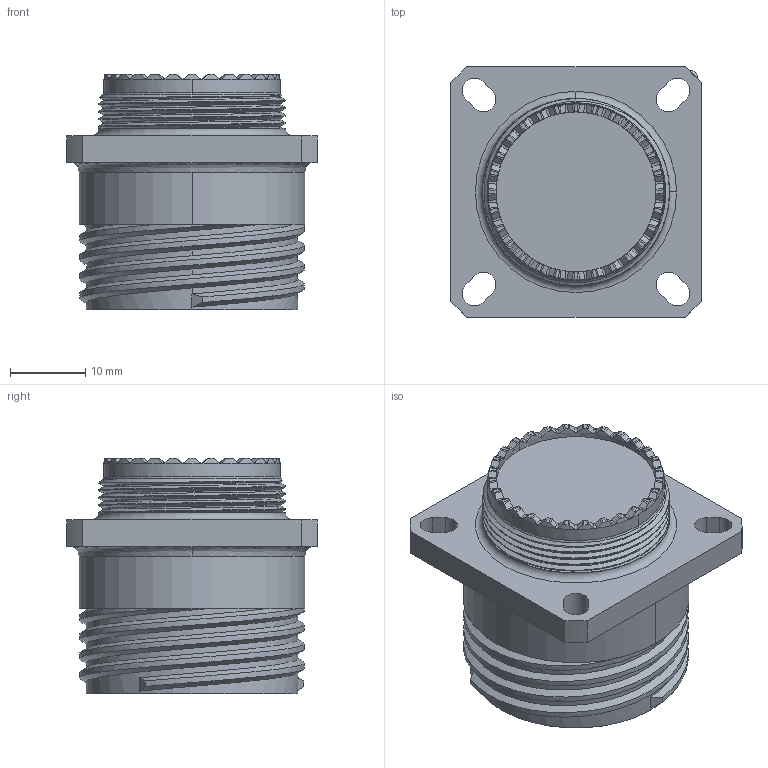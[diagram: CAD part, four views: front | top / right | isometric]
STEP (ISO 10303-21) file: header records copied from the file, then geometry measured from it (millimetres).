
FILE_DESCRIPTION((''),'2;1');
FILE_NAME('8D-20-17_SW0001','2012-02-22T',('sfremont'),('SOURIAU'),'PRO/ENGINEER BY PARAMETRIC TECHNOLOGY CORPORATION, 2010140','PRO/ENGINEER BY PARAMETRIC TECHNOLOGY CORPORATION, 2010140','');
FILE_SCHEMA(('CONFIG_CONTROL_DESIGN'));
Length unit declared in the file: millimetre
Products named in the file (1): 8D-20-17_SW0001
Bounding box: 33.25 x 33.25 x 31.32 mm (x, y, z)
Volume: 19901.4 mm3; surface area: 5724.9 mm2
Topology: 1 solids, 1 shells, 301 faces, 861 edges, 561 vertices
Faces by surface type: cylinder 127, plane 116, cone 30, bspline 15, torus 9, revolution 2, sphere 2
Entity records: 14651 total; most frequent: CARTESIAN_POINT 7425, ORIENTED_EDGE 1718, DIRECTION 1210, EDGE_CURVE 859, VERTEX_POINT 561, AXIS2_PLACEMENT_3D 461, B_SPLINE_CURVE_WITH_KNOTS 398, EDGE_LOOP 310
